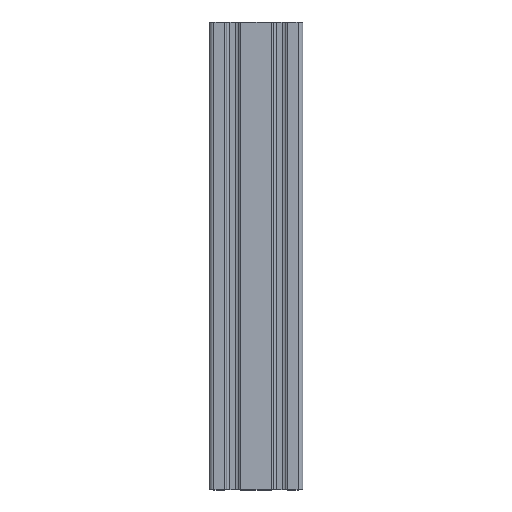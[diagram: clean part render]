
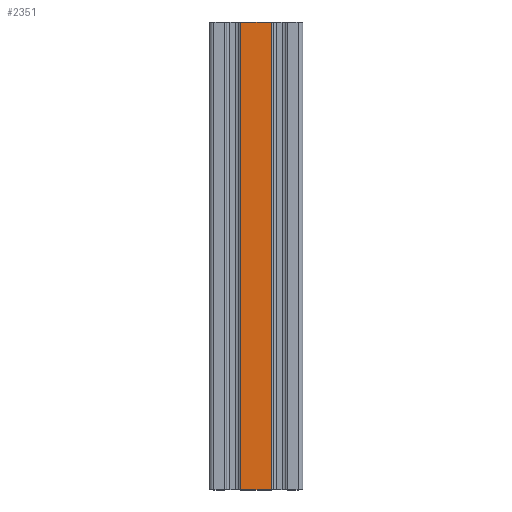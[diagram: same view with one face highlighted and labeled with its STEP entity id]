
A CAD part, top view. The second image highlights one B-rep face of the part: STEP entity #2351.
In plain terms, the highlighted planar face has unit normal (0, 0, 1).
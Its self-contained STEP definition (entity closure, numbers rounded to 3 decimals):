
#64=PLANE('',#2559);
#167=FACE_OUTER_BOUND('',#289,.T.);
#289=EDGE_LOOP('',(#1835,#1836,#1837,#1838));
#495=LINE('',#3847,#727);
#496=LINE('',#3851,#728);
#497=LINE('',#3853,#729);
#498=LINE('',#3854,#730);
#727=VECTOR('',#3133,200.);
#728=VECTOR('',#3138,13.25);
#729=VECTOR('',#3139,200.);
#730=VECTOR('',#3140,13.25);
#1083=VERTEX_POINT('',#3844);
#1084=VERTEX_POINT('',#3846);
#1085=VERTEX_POINT('',#3850);
#1086=VERTEX_POINT('',#3852);
#1400=EDGE_CURVE('',#1084,#1083,#495,.T.);
#1402=EDGE_CURVE('',#1083,#1085,#496,.T.);
#1403=EDGE_CURVE('',#1086,#1085,#497,.T.);
#1404=EDGE_CURVE('',#1084,#1086,#498,.T.);
#1835=ORIENTED_EDGE('',*,*,#1402,.T.);
#1836=ORIENTED_EDGE('',*,*,#1403,.F.);
#1837=ORIENTED_EDGE('',*,*,#1404,.F.);
#1838=ORIENTED_EDGE('',*,*,#1400,.T.);
#2351=ADVANCED_FACE('',(#167),#64,.T.);
#2559=AXIS2_PLACEMENT_3D('',#3849,#3136,#3137);
#3133=DIRECTION('',(0.,1.,0.));
#3136=DIRECTION('center_axis',(0.,0.,1.));
#3137=DIRECTION('ref_axis',(1.,0.,0.));
#3138=DIRECTION('',(-1.,0.,0.));
#3139=DIRECTION('',(0.,1.,0.));
#3140=DIRECTION('',(-1.,0.,0.));
#3844=CARTESIAN_POINT('',(6.625,200.,10.));
#3846=CARTESIAN_POINT('',(6.625,0.,10.));
#3847=CARTESIAN_POINT('',(6.625,0.,10.));
#3849=CARTESIAN_POINT('Origin',(-6.625,0.,10.));
#3850=CARTESIAN_POINT('',(-6.625,200.,10.));
#3851=CARTESIAN_POINT('',(-3.312,200.,10.));
#3852=CARTESIAN_POINT('',(-6.625,0.,10.));
#3853=CARTESIAN_POINT('',(-6.625,0.,10.));
#3854=CARTESIAN_POINT('',(-3.312,0.,10.));
